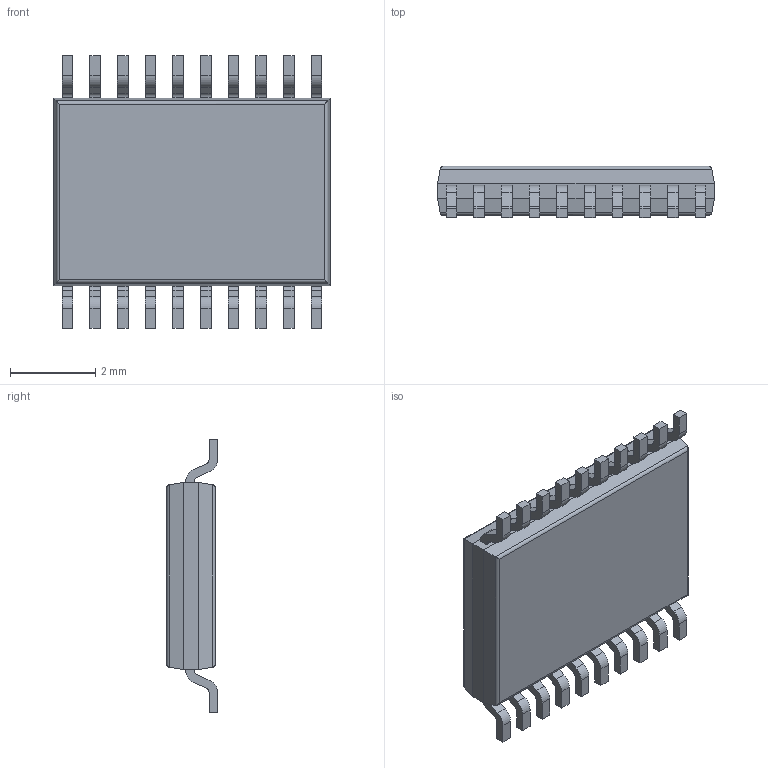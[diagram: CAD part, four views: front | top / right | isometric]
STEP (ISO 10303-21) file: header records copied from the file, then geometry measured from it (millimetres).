
FILE_DESCRIPTION (( 'STEP AP214' ), '1' );
FILE_NAME ( 'SOP20P65_650X640X120L60X25.step', '2020-11-17T16:53:33', ( '' ), ( '' ), 'Part was generated with the free Library Expert Lite available at www.PCBLibraries.com. Removing line will violate the End User License Agreement.', '©2017 PCB Libraries, Inc.', '' );
FILE_SCHEMA (( 'AUTOMOTIVE_DESIGN' ));
Length unit declared in the file: millimetre
Products named in the file (1): SOP20P65_650X640X120L60X25
Bounding box: 6.5 x 1.2 x 6.4 mm (x, y, z)
Volume: 33.5 mm3; surface area: 103.7 mm2
Topology: 21 solids, 21 shells, 305 faces, 770 edges, 508 vertices
Faces by surface type: plane 215, cylinder 90
Entity records: 10221 total; most frequent: CARTESIAN_POINT 1608, ORIENTED_EDGE 1540, DIRECTION 1538, EDGE_CURVE 770, VECTOR 598, LINE 598, VERTEX_POINT 508, AXIS2_PLACEMENT_3D 470
